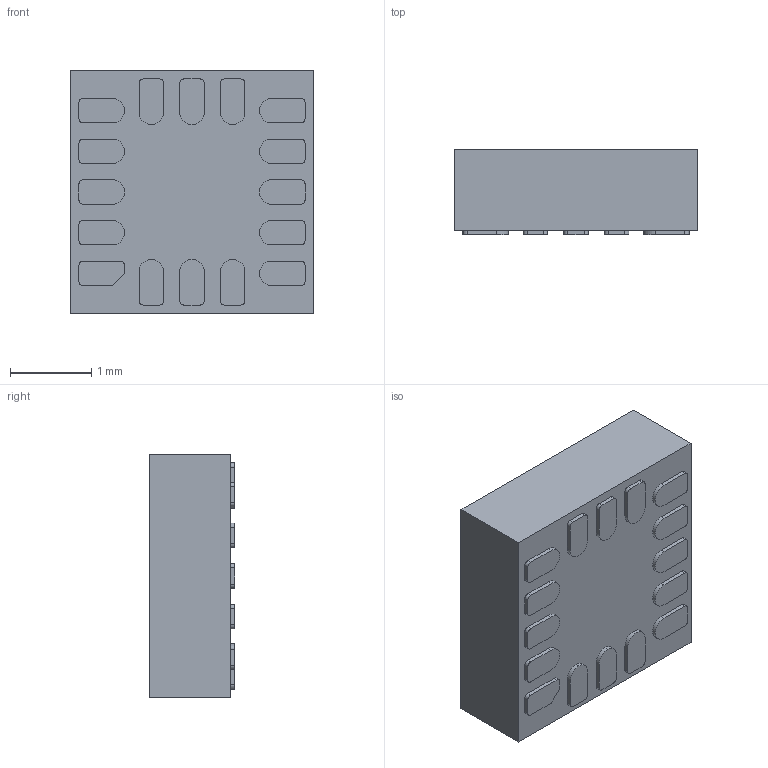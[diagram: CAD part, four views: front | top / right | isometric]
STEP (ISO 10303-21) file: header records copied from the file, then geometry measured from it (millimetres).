
FILE_DESCRIPTION (( 'STEP AP214' ), '1' );
FILE_NAME ('QFN 16 3x3 V1 .STEP', '2014-05-16T09:31:03', ( 'Master' ), ( '' ), 'SwSTEP 2.0', 'SolidWorks 2013', '' );
FILE_SCHEMA (( 'AUTOMOTIVE_DESIGN' ));
Length unit declared in the file: millimetre
Products named in the file (1): QFN 16 3x3 V1 
Bounding box: 3 x 1.05 x 3 mm (x, y, z)
Volume: 9.1 mm3; surface area: 31.3 mm2
Topology: 1 solids, 1 shells, 126 faces, 321 edges, 214 vertices
Faces by surface type: plane 73, cylinder 53
Entity records: 5218 total; most frequent: DIRECTION 681, CARTESIAN_POINT 662, ORIENTED_EDGE 642, EDGE_CURVE 321, AXIS2_PLACEMENT_3D 233, LINE 215, VECTOR 215, VERTEX_POINT 214
